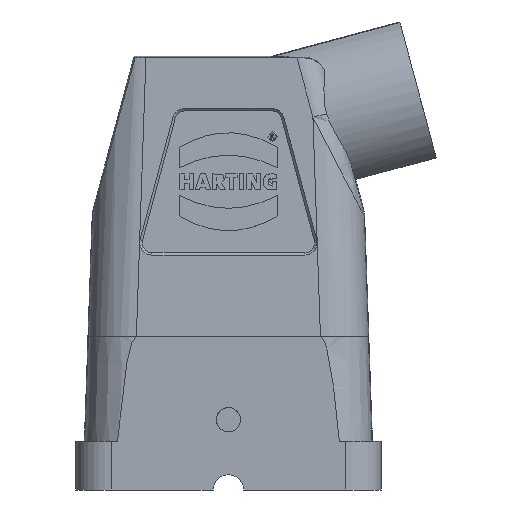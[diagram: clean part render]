
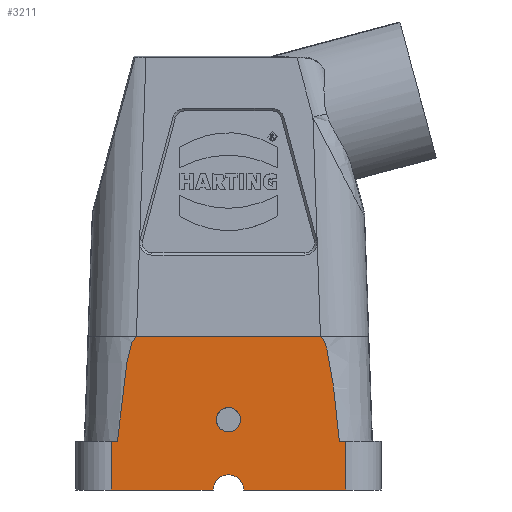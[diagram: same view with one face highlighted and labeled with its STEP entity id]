
A CAD part, front view. The second image highlights one B-rep face of the part: STEP entity #3211.
In plain terms, the highlighted planar face has unit normal (0, -1, 0).
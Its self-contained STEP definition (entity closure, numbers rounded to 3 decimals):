
#2996=B_SPLINE_CURVE_WITH_KNOTS('',3,(#13155,#13156,#13157,#13158,#13159,
#13160,#13161,#13162,#13163,#13164,#13165,#13166,#13167,#13168,#13169,#13170,
#13171,#13172,#13173,#13174),.UNSPECIFIED.,.F.,.F.,(4,1,2,2,1,1,1,1,2,2,
1,1,1,4),(0.,0.031,0.047,0.062,0.125,
0.25,0.5,0.516,0.523,
0.531,0.562,0.625,0.75,
1.),.UNSPECIFIED.);
#3008=B_SPLINE_CURVE_WITH_KNOTS('',3,(#13608,#13609,#13610,#13611,#13612,
#13613,#13614,#13615,#13616,#13617,#13618,#13619,#13620,#13621,#13622,#13623,
#13624,#13625,#13626,#13627),.UNSPECIFIED.,.F.,.F.,(4,1,1,1,2,2,1,1,1,1,
2,2,1,4),(0.,0.25,0.375,0.437,0.469,
0.477,0.484,0.5,0.75,
0.875,0.937,0.953,0.969,
1.),.UNSPECIFIED.);
#3211=ADVANCED_FACE('',(#3952,#3953),#3575,.T.);
#3575=PLANE('',#10386);
#3777=CIRCLE('',#10225,1.975);
#3824=CIRCLE('',#10378,2.5);
#3825=CIRCLE('',#10379,2.5);
#3952=FACE_BOUND('',#4187,.T.);
#3953=FACE_BOUND('',#4188,.T.);
#4187=EDGE_LOOP('',(#5263));
#4188=EDGE_LOOP('',(#5264,#5265,#5266,#5267,#5268,#5269,#5270,#5271,#5272,
#5273,#5274));
#5263=ORIENTED_EDGE('',*,*,#7417,.T.);
#5264=ORIENTED_EDGE('',*,*,#7425,.T.);
#5265=ORIENTED_EDGE('',*,*,#7658,.T.);
#5266=ORIENTED_EDGE('',*,*,#7431,.T.);
#5267=ORIENTED_EDGE('',*,*,#7653,.T.);
#5268=ORIENTED_EDGE('',*,*,#7652,.T.);
#5269=ORIENTED_EDGE('',*,*,#7651,.T.);
#5270=ORIENTED_EDGE('',*,*,#7625,.T.);
#5271=ORIENTED_EDGE('',*,*,#7607,.T.);
#5272=ORIENTED_EDGE('',*,*,#7617,.F.);
#5273=ORIENTED_EDGE('',*,*,#7610,.T.);
#5274=ORIENTED_EDGE('',*,*,#7240,.T.);
#6561=VERTEX_POINT('',#12633);
#6562=VERTEX_POINT('',#12635);
#6713=VERTEX_POINT('',#13120);
#6718=VERTEX_POINT('',#13175);
#6723=VERTEX_POINT('',#13188);
#6724=VERTEX_POINT('',#13189);
#6822=VERTEX_POINT('',#13601);
#6823=VERTEX_POINT('',#13603);
#6825=VERTEX_POINT('',#13628);
#6833=VERTEX_POINT('',#13676);
#6849=VERTEX_POINT('',#13725);
#6850=VERTEX_POINT('',#13727);
#7240=EDGE_CURVE('',#6562,#6561,#8316,.T.);
#7417=EDGE_CURVE('',#6713,#6713,#3777,.T.);
#7425=EDGE_CURVE('',#6561,#6718,#2996,.T.);
#7431=EDGE_CURVE('',#6723,#6724,#8449,.T.);
#7607=EDGE_CURVE('',#6823,#6822,#8574,.T.);
#7610=EDGE_CURVE('',#6825,#6562,#3008,.T.);
#7617=EDGE_CURVE('',#6825,#6822,#8580,.T.);
#7625=EDGE_CURVE('',#6833,#6823,#8585,.T.);
#7651=EDGE_CURVE('',#6850,#6833,#3824,.T.);
#7652=EDGE_CURVE('',#6849,#6850,#3825,.T.);
#7653=EDGE_CURVE('',#6724,#6849,#8601,.T.);
#7658=EDGE_CURVE('',#6718,#6723,#8604,.T.);
#8316=LINE('',#12634,#9021);
#8449=LINE('',#13187,#9154);
#8574=LINE('',#13602,#9279);
#8580=LINE('',#13641,#9285);
#8585=LINE('',#13675,#9290);
#8601=LINE('',#13730,#9306);
#8604=LINE('',#13739,#9309);
#9021=VECTOR('',#10748,1.);
#9154=VECTOR('',#11053,1.);
#9279=VECTOR('',#11406,1.);
#9285=VECTOR('',#11424,1.);
#9290=VECTOR('',#11441,1.);
#9306=VECTOR('',#11499,1.);
#9309=VECTOR('',#11510,1.);
#10225=AXIS2_PLACEMENT_3D('',#13119,#11026,#11027);
#10378=AXIS2_PLACEMENT_3D('',#13726,#11493,#11494);
#10379=AXIS2_PLACEMENT_3D('',#13728,#11495,#11496);
#10386=AXIS2_PLACEMENT_3D('',#13742,#11514,#11515);
#10748=DIRECTION('',(-1.,0.,0.));
#11026=DIRECTION('',(0.,1.,0.));
#11027=DIRECTION('',(0.,0.,-1.));
#11053=DIRECTION('',(0.,0.,-1.));
#11406=DIRECTION('',(0.,0.,1.));
#11424=DIRECTION('',(1.,0.,0.));
#11441=DIRECTION('',(1.,0.,0.));
#11493=DIRECTION('',(0.,1.,0.));
#11494=DIRECTION('',(0.,0.,1.));
#11495=DIRECTION('',(0.,1.,0.));
#11496=DIRECTION('',(-1.,0.,0.));
#11499=DIRECTION('',(1.,0.,0.));
#11510=DIRECTION('',(-1.,0.,0.));
#11514=DIRECTION('',(0.,-1.,0.));
#11515=DIRECTION('',(-1.,0.,0.));
#12633=CARTESIAN_POINT('',(19.292,-116.062,-17.542));
#12634=CARTESIAN_POINT('',(49.355,-116.062,-17.542));
#12635=CARTESIAN_POINT('',(49.355,-116.062,-17.542));
#13119=CARTESIAN_POINT('',(34.323,-116.062,-31.142));
#13120=CARTESIAN_POINT('',(34.323,-116.062,-33.117));
#13155=CARTESIAN_POINT('',(19.292,-116.062,-17.542));
#13156=CARTESIAN_POINT('',(19.167,-116.062,-17.542));
#13157=CARTESIAN_POINT('',(18.985,-116.062,-17.654));
#13158=CARTESIAN_POINT('',(18.809,-116.062,-17.934));
#13159=CARTESIAN_POINT('',(18.693,-116.062,-18.158));
#13160=CARTESIAN_POINT('',(18.622,-116.062,-18.328));
#13161=CARTESIAN_POINT('',(18.533,-116.062,-18.551));
#13162=CARTESIAN_POINT('',(18.321,-116.062,-19.163));
#13163=CARTESIAN_POINT('',(17.828,-116.062,-21.115));
#13164=CARTESIAN_POINT('',(17.391,-116.062,-23.796));
#13165=CARTESIAN_POINT('',(17.088,-116.062,-26.138));
#13166=CARTESIAN_POINT('',(17.062,-116.062,-26.342));
#13167=CARTESIAN_POINT('',(17.045,-116.062,-26.479));
#13168=CARTESIAN_POINT('',(17.041,-116.062,-26.51));
#13169=CARTESIAN_POINT('',(17.02,-116.062,-26.678));
#13170=CARTESIAN_POINT('',(16.968,-116.062,-27.092));
#13171=CARTESIAN_POINT('',(16.846,-116.062,-28.12));
#13172=CARTESIAN_POINT('',(16.59,-116.062,-30.428));
#13173=CARTESIAN_POINT('',(16.35,-116.062,-32.841));
#13174=CARTESIAN_POINT('',(16.181,-116.062,-34.642));
#13175=CARTESIAN_POINT('',(16.182,-116.062,-34.642));
#13187=CARTESIAN_POINT('',(15.173,-116.062,-35.642));
#13188=CARTESIAN_POINT('',(15.173,-116.062,-34.642));
#13189=CARTESIAN_POINT('',(15.173,-116.062,-42.642));
#13601=CARTESIAN_POINT('',(53.473,-116.062,-34.642));
#13602=CARTESIAN_POINT('',(53.473,-116.062,-42.642));
#13603=CARTESIAN_POINT('',(53.473,-116.062,-42.642));
#13608=CARTESIAN_POINT('',(52.466,-116.062,-34.642));
#13609=CARTESIAN_POINT('',(52.297,-116.062,-32.841));
#13610=CARTESIAN_POINT('',(52.057,-116.062,-30.428));
#13611=CARTESIAN_POINT('',(51.801,-116.062,-28.12));
#13612=CARTESIAN_POINT('',(51.678,-116.062,-27.092));
#13613=CARTESIAN_POINT('',(51.627,-116.062,-26.678));
#13614=CARTESIAN_POINT('',(51.606,-116.062,-26.51));
#13615=CARTESIAN_POINT('',(51.602,-116.062,-26.479));
#13616=CARTESIAN_POINT('',(51.585,-116.062,-26.342));
#13617=CARTESIAN_POINT('',(51.559,-116.062,-26.138));
#13618=CARTESIAN_POINT('',(51.255,-116.062,-23.796));
#13619=CARTESIAN_POINT('',(50.819,-116.062,-21.115));
#13620=CARTESIAN_POINT('',(50.326,-116.062,-19.163));
#13621=CARTESIAN_POINT('',(50.113,-116.062,-18.551));
#13622=CARTESIAN_POINT('',(50.025,-116.062,-18.328));
#13623=CARTESIAN_POINT('',(49.954,-116.062,-18.158));
#13624=CARTESIAN_POINT('',(49.838,-116.062,-17.934));
#13625=CARTESIAN_POINT('',(49.662,-116.062,-17.654));
#13626=CARTESIAN_POINT('',(49.48,-116.062,-17.542));
#13627=CARTESIAN_POINT('',(49.355,-116.062,-17.542));
#13628=CARTESIAN_POINT('',(52.465,-116.062,-34.642));
#13641=CARTESIAN_POINT('',(55.488,-116.062,-34.642));
#13675=CARTESIAN_POINT('',(36.823,-116.062,-42.642));
#13676=CARTESIAN_POINT('',(36.823,-116.062,-42.642));
#13725=CARTESIAN_POINT('',(31.823,-116.062,-42.642));
#13726=CARTESIAN_POINT('',(34.323,-116.062,-42.642));
#13727=CARTESIAN_POINT('',(34.323,-116.062,-40.142));
#13728=CARTESIAN_POINT('',(34.323,-116.062,-42.642));
#13730=CARTESIAN_POINT('',(15.173,-116.062,-42.642));
#13739=CARTESIAN_POINT('',(16.522,-116.062,-34.642));
#13742=CARTESIAN_POINT('',(55.488,-116.062,-17.442));
